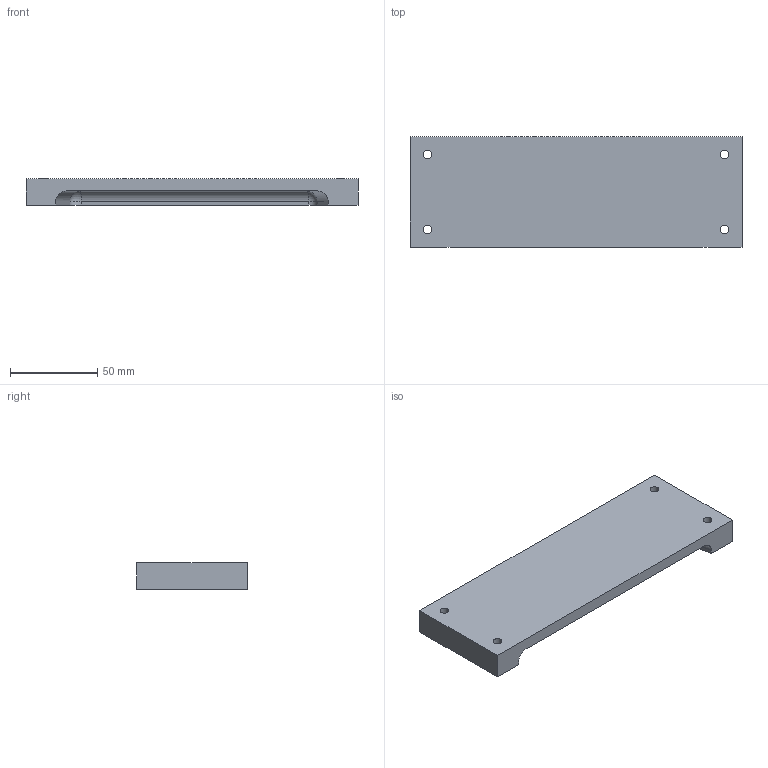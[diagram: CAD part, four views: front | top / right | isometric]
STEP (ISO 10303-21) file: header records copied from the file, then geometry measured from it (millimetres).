
FILE_DESCRIPTION(('FreeCAD Model'),'2;1');
FILE_NAME('Moule TT verso 19:11:2019.step','2019-11-19T09:30:30',('Author'), (''),'Open CASCADE STEP processor 7.3','FreeCAD','Unknown');
FILE_SCHEMA(('AUTOMOTIVE_DESIGN { 1 0 10303 214 1 1 1 1 }'));
Length unit declared in the file: millimetre
Products named in the file (1): Pocket001_(Mirror_#1)
Bounding box: 190 x 63 x 15 mm (x, y, z)
Volume: 127052.3 mm3; surface area: 32317.5 mm2
Topology: 1 solids, 1 shells, 21 faces, 53 edges, 32 vertices
Faces by surface type: plane 10, cylinder 9, sphere 2
Full cylindrical faces by diameter (mm): 5 x4
Entity records: 1360 total; most frequent: CARTESIAN_POINT 289, DIRECTION 202, LINE 121, VECTOR 121, ORIENTED_EDGE 102, PCURVE 102, DEFINITIONAL_REPRESENTATION 102, EDGE_CURVE 51
